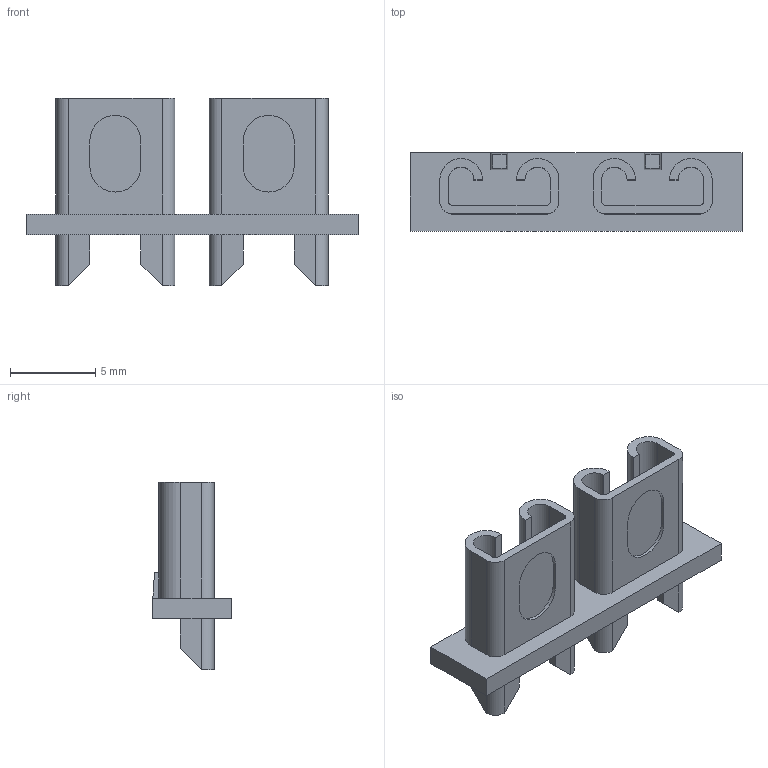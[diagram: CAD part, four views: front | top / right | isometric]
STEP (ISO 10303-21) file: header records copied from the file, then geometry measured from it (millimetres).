
FILE_DESCRIPTION(('FreeCAD Model'),'2;1');
FILE_NAME('Open CASCADE Shape Model','2024-03-22T12:46:28',( 'kicad StepUp'),('ksu MCAD'),'Open CASCADE STEP processor 7.6', 'FreeCAD','Unknown');
FILE_SCHEMA(('AUTOMOTIVE_DESIGN { 1 0 10303 214 1 1 1 1 }'));
Length unit declared in the file: millimetre
Products named in the file (1): Chamfer001
Bounding box: 19.5 x 4.6 x 11 mm (x, y, z)
Volume: 229.8 mm3; surface area: 772.6 mm2
Topology: 1 solids, 1 shells, 112 faces, 278 edges, 176 vertices
Faces by surface type: plane 84, cylinder 28
Entity records: 4082 total; most frequent: CARTESIAN_POINT 567, DIRECTION 560, ORIENTED_EDGE 556, EDGE_CURVE 278, LINE 222, VECTOR 222, VERTEX_POINT 176, AXIS2_PLACEMENT_3D 169
